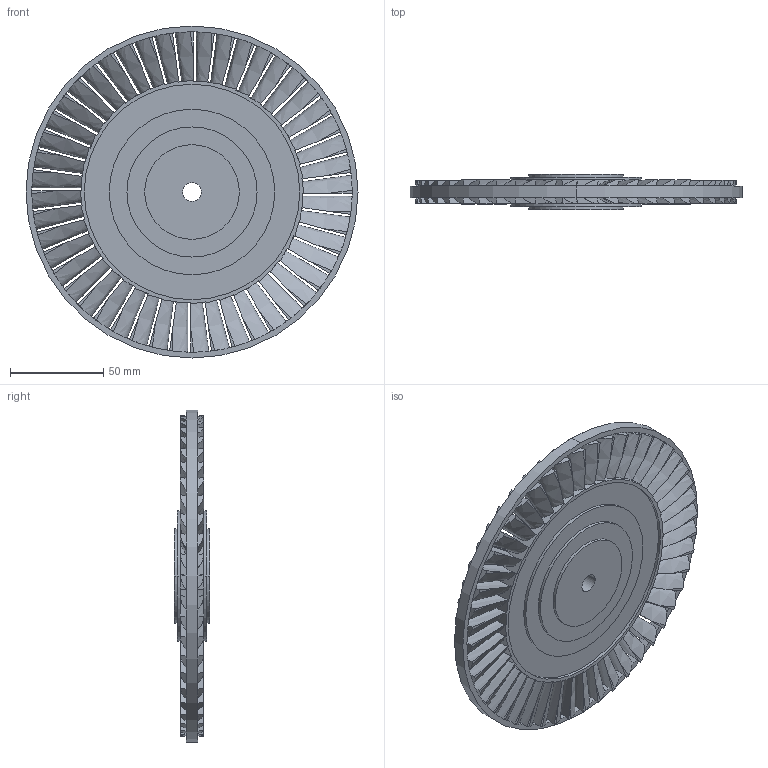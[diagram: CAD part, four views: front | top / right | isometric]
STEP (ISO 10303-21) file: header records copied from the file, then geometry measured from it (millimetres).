
FILE_DESCRIPTION (( 'STEP AP214' ), '1' );
FILE_NAME ('[TP] [Turb] Rotor40.STEP', '2024-05-06T06:44:32', ( '' ), ( '' ), 'SwSTEP 2.0', 'SolidWorks 2023', '' );
FILE_SCHEMA (( 'AUTOMOTIVE_DESIGN' ));
Length unit declared in the file: inch
Products named in the file (1): [TP] [Turb] Rotor40
Bounding box: 178.26 x 19.05 x 178.26 mm (x, y, z)
Volume: 235618.6 mm3; surface area: 81028.2 mm2
Topology: 1 solids, 1 shells, 466 faces, 1554 edges, 1004 vertices
Faces by surface type: cylinder 214, plane 156, bspline 96
Entity records: 18937 total; most frequent: CARTESIAN_POINT 6781, ORIENTED_EDGE 3108, DIRECTION 2052, EDGE_CURVE 1554, VERTEX_POINT 1004, AXIS2_PLACEMENT_3D 799, B_SPLINE_CURVE_WITH_KNOTS 480, EDGE_LOOP 478
